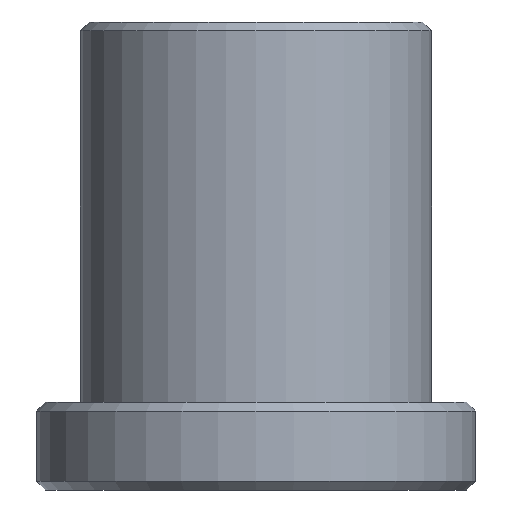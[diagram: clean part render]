
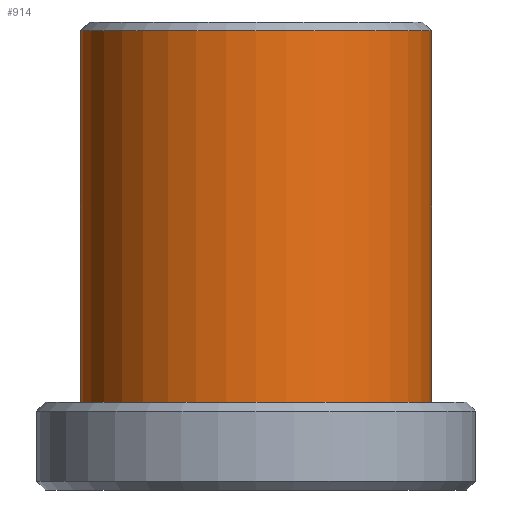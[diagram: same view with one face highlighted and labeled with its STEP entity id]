
A CAD part, front view. The second image highlights one B-rep face of the part: STEP entity #914.
In plain terms, the highlighted cylindrical face has radius 6 mm (diameter 12 mm), a partial arc.
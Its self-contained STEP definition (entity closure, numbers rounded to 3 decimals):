
#11 = CARTESIAN_POINT ( 'NONE',  ( 0., 0., 16. ) ) ;
#97 = DIRECTION ( 'NONE',  ( 0., 0., -1. ) ) ;
#143 = CARTESIAN_POINT ( 'NONE',  ( 6., 0., 16. ) ) ;
#160 = DIRECTION ( 'NONE',  ( 0., 0., -1. ) ) ;
#187 = CARTESIAN_POINT ( 'NONE',  ( -6., 0., 15.7 ) ) ;
#197 = LINE ( 'NONE', #143, #487 ) ;
#222 = LINE ( 'NONE', #1274, #473 ) ;
#235 = VERTEX_POINT ( 'NONE', #1075 ) ;
#285 = FACE_OUTER_BOUND ( 'NONE', #471, .T. ) ;
#315 = CARTESIAN_POINT ( 'NONE',  ( 0., 0., 3. ) ) ;
#366 = EDGE_CURVE ( 'NONE', #1104, #1124, #925, .T. ) ;
#471 = EDGE_LOOP ( 'NONE', ( #1142, #929, #868, #1271 ) ) ;
#473 = VECTOR ( 'NONE', #160, 1000. ) ;
#487 = VECTOR ( 'NONE', #1038, 1000. ) ;
#663 = EDGE_CURVE ( 'NONE', #235, #1341, #1253, .T. ) ;
#684 = DIRECTION ( 'NONE',  ( -1., 0., 0. ) ) ;
#851 = CYLINDRICAL_SURFACE ( 'NONE', #1086, 6. ) ;
#868 = ORIENTED_EDGE ( 'NONE', *, *, #1009, .T. ) ;
#897 = AXIS2_PLACEMENT_3D ( 'NONE', #315, #97, #1192 ) ;
#914 = ADVANCED_FACE ( 'NONE', ( #285 ), #851, .T. ) ;
#925 = CIRCLE ( 'NONE', #1361, 6. ) ;
#929 = ORIENTED_EDGE ( 'NONE', *, *, #366, .T. ) ;
#932 = CARTESIAN_POINT ( 'NONE',  ( -6., 0., 3. ) ) ;
#960 = CARTESIAN_POINT ( 'NONE',  ( 6., 0., 15.7 ) ) ;
#1009 = EDGE_CURVE ( 'NONE', #1124, #1341, #222, .T. ) ;
#1015 = DIRECTION ( 'NONE',  ( 0., 0., -1. ) ) ;
#1038 = DIRECTION ( 'NONE',  ( 0., 0., -1. ) ) ;
#1075 = CARTESIAN_POINT ( 'NONE',  ( 6., 0., 3. ) ) ;
#1086 = AXIS2_PLACEMENT_3D ( 'NONE', #11, #1015, #684 ) ;
#1104 = VERTEX_POINT ( 'NONE', #960 ) ;
#1124 = VERTEX_POINT ( 'NONE', #187 ) ;
#1142 = ORIENTED_EDGE ( 'NONE', *, *, #1273, .F. ) ;
#1192 = DIRECTION ( 'NONE',  ( -1., 0., 0. ) ) ;
#1242 = DIRECTION ( 'NONE',  ( 1., 0., 0. ) ) ;
#1247 = DIRECTION ( 'NONE',  ( 0., 0., -1. ) ) ;
#1253 = CIRCLE ( 'NONE', #897, 6. ) ;
#1271 = ORIENTED_EDGE ( 'NONE', *, *, #663, .F. ) ;
#1273 = EDGE_CURVE ( 'NONE', #1104, #235, #197, .T. ) ;
#1274 = CARTESIAN_POINT ( 'NONE',  ( -6., 0., 16. ) ) ;
#1330 = CARTESIAN_POINT ( 'NONE',  ( 0., 0., 15.7 ) ) ;
#1341 = VERTEX_POINT ( 'NONE', #932 ) ;
#1361 = AXIS2_PLACEMENT_3D ( 'NONE', #1330, #1247, #1242 ) ;
